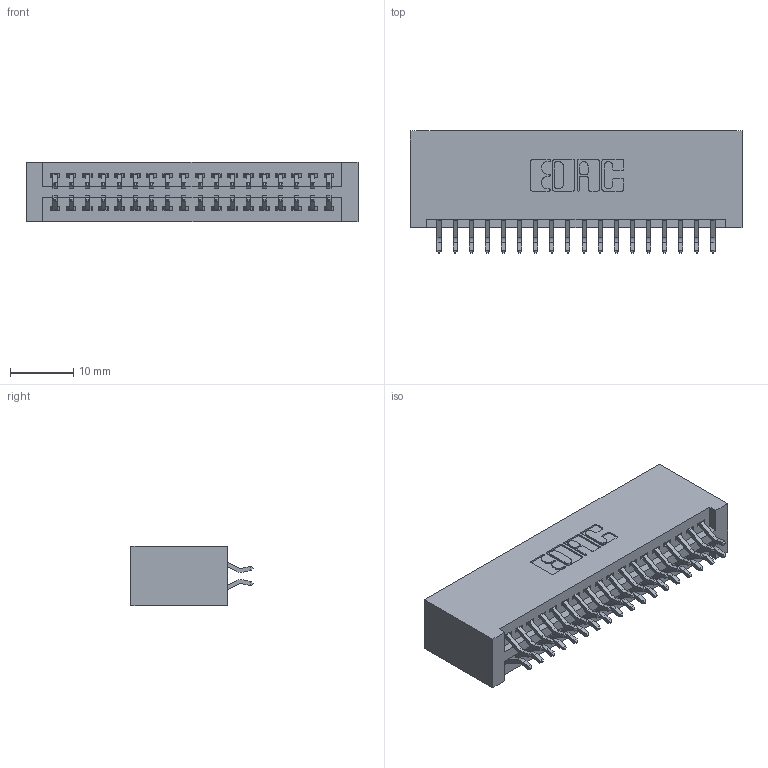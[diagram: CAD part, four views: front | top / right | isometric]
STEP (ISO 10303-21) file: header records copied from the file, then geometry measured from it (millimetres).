
FILE_DESCRIPTION (( 'STEP AP203' ), '1' );
FILE_NAME ('345-036-556-201.STEP', '2018-08-30T00:17:41', ( '' ), ( '' ), 'SwSTEP 2.0', 'SolidWorks 2016', '' );
FILE_SCHEMA (( 'CONFIG_CONTROL_DESIGN' ));
Length unit declared in the file: inch
Products named in the file (3): 345 Part_No Mounting Lugs; 345-292-001_556 Tail; 345-036-556-201
Assembly tree (37 placements, depth 2):
  345-036-556-201
    345 Part_No Mounting Lugs
    345-292-001_556 Tail  x36
Bounding box: 52.32 x 19.24 x 9.4 mm (x, y, z)
Volume: 5474.5 mm3; surface area: 7899.2 mm2
Topology: 37 solids, 37 shells, 2134 faces, 6329 edges, 4170 vertices
Faces by surface type: plane 1408, cylinder 726
Entity records: 17297 total; most frequent: CARTESIAN_POINT 2936, ORIENTED_EDGE 2858, DIRECTION 2601, EDGE_CURVE 1429, LINE 1225, VECTOR 1225, VERTEX_POINT 950, AXIS2_PLACEMENT_3D 688
